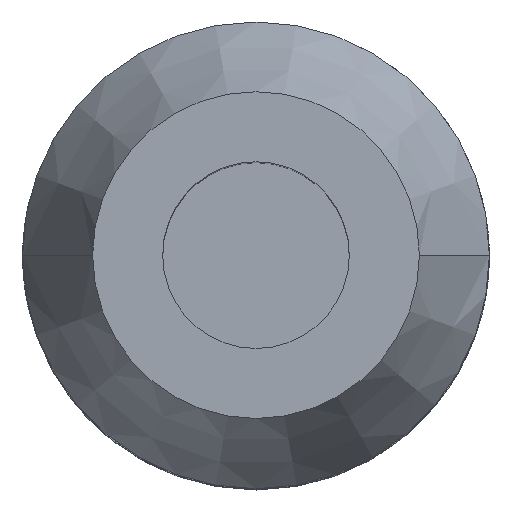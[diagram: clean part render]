
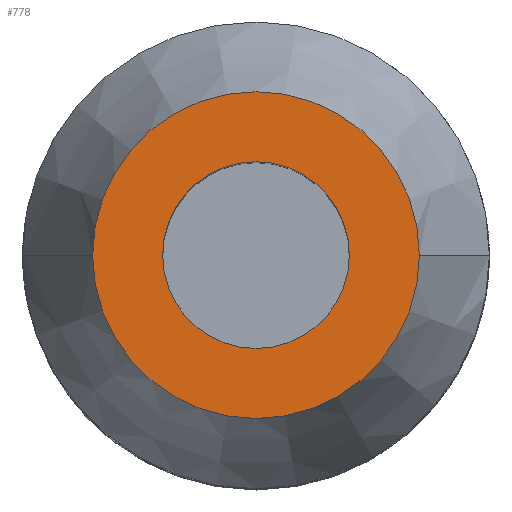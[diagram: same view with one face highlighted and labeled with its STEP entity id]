
A CAD part, top view. The second image highlights one B-rep face of the part: STEP entity #778.
In plain terms, the highlighted planar face has unit normal (0, 0, 1).
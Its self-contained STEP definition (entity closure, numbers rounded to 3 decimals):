
#27 = VERTEX_POINT ( 'NONE', #1200 ) ;
#42 = ORIENTED_EDGE ( 'NONE', *, *, #3037, .T. ) ;
#108 = DIRECTION ( 'NONE',  ( 0., 0., -1. ) ) ;
#168 = CARTESIAN_POINT ( 'NONE',  ( -8., 0., 75. ) ) ;
#172 = AXIS2_PLACEMENT_3D ( 'NONE', #2912, #521, #1765 ) ;
#212 = PLANE ( 'NONE',  #819 ) ;
#225 = FACE_OUTER_BOUND ( 'NONE', #1462, .T. ) ;
#334 = CIRCLE ( 'NONE', #172, 8. ) ;
#433 = DIRECTION ( 'NONE',  ( 1., 0., 0. ) ) ;
#434 = CARTESIAN_POINT ( 'NONE',  ( -14., 0., 75. ) ) ;
#521 = DIRECTION ( 'NONE',  ( 0., 0., -1. ) ) ;
#527 = AXIS2_PLACEMENT_3D ( 'NONE', #3088, #2355, #2573 ) ;
#548 = CARTESIAN_POINT ( 'NONE',  ( 8., 0., 75. ) ) ;
#778 = ADVANCED_FACE ( 'NONE', ( #1585, #225 ), #212, .T. ) ;
#819 = AXIS2_PLACEMENT_3D ( 'NONE', #1923, #1943, #433 ) ;
#847 = DIRECTION ( 'NONE',  ( 0., 0., -1. ) ) ;
#978 = CIRCLE ( 'NONE', #527, 14. ) ;
#1084 = CARTESIAN_POINT ( 'NONE',  ( 0., 0., 75. ) ) ;
#1099 = DIRECTION ( 'NONE',  ( -1., 0., 0. ) ) ;
#1200 = CARTESIAN_POINT ( 'NONE',  ( 14., 0., 75. ) ) ;
#1259 = CIRCLE ( 'NONE', #3100, 14. ) ;
#1462 = EDGE_LOOP ( 'NONE', ( #2772, #3019 ) ) ;
#1585 = FACE_BOUND ( 'NONE', #1961, .T. ) ;
#1612 = AXIS2_PLACEMENT_3D ( 'NONE', #2043, #847, #1099 ) ;
#1637 = VERTEX_POINT ( 'NONE', #168 ) ;
#1765 = DIRECTION ( 'NONE',  ( -1., 0., 0. ) ) ;
#1813 = EDGE_CURVE ( 'NONE', #3132, #27, #1259, .T. ) ;
#1923 = CARTESIAN_POINT ( 'NONE',  ( 0., 14., 75. ) ) ;
#1930 = EDGE_CURVE ( 'NONE', #27, #3132, #978, .T. ) ;
#1943 = DIRECTION ( 'NONE',  ( 0., 0., 1. ) ) ;
#1951 = ORIENTED_EDGE ( 'NONE', *, *, #2728, .T. ) ;
#1961 = EDGE_LOOP ( 'NONE', ( #1951, #42 ) ) ;
#2043 = CARTESIAN_POINT ( 'NONE',  ( 0., 0., 75. ) ) ;
#2090 = DIRECTION ( 'NONE',  ( -1., 0., 0. ) ) ;
#2321 = VERTEX_POINT ( 'NONE', #548 ) ;
#2355 = DIRECTION ( 'NONE',  ( 0., 0., -1. ) ) ;
#2573 = DIRECTION ( 'NONE',  ( -1., 0., 0. ) ) ;
#2728 = EDGE_CURVE ( 'NONE', #1637, #2321, #334, .T. ) ;
#2772 = ORIENTED_EDGE ( 'NONE', *, *, #1813, .F. ) ;
#2912 = CARTESIAN_POINT ( 'NONE',  ( 0., 0., 75. ) ) ;
#3009 = CIRCLE ( 'NONE', #1612, 8. ) ;
#3019 = ORIENTED_EDGE ( 'NONE', *, *, #1930, .F. ) ;
#3037 = EDGE_CURVE ( 'NONE', #2321, #1637, #3009, .T. ) ;
#3088 = CARTESIAN_POINT ( 'NONE',  ( 0., 0., 75. ) ) ;
#3100 = AXIS2_PLACEMENT_3D ( 'NONE', #1084, #108, #2090 ) ;
#3132 = VERTEX_POINT ( 'NONE', #434 ) ;
